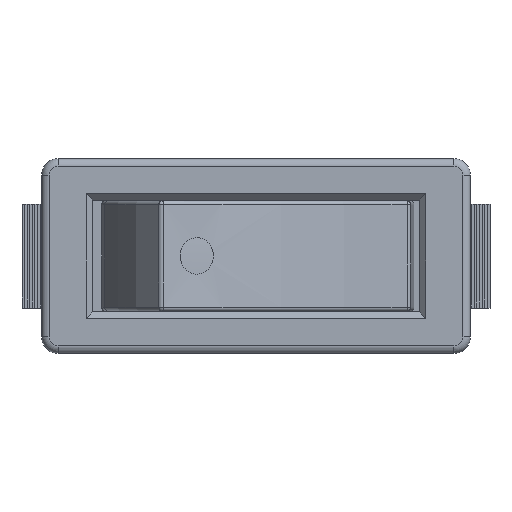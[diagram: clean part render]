
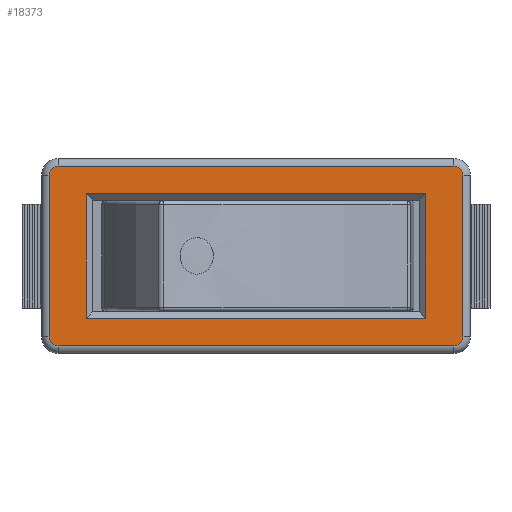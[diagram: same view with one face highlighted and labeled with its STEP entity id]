
A CAD part, top view. The second image highlights one B-rep face of the part: STEP entity #18373.
In plain terms, the highlighted planar face has unit normal (0, 0, 1).
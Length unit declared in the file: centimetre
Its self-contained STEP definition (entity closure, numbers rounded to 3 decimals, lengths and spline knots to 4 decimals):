
#1105=FACE_BOUND('',#3166,.T.);
#2081=FACE_OUTER_BOUND('',#3165,.T.);
#3165=EDGE_LOOP('',(#16618,#16619,#16620,#16621,#16622,#16623,#16624,#16625));
#3166=EDGE_LOOP('',(#16626,#16627,#16628,#16629));
#3328=CIRCLE('',#19209,0.07);
#3329=CIRCLE('',#19210,0.07);
#3330=CIRCLE('',#19211,0.07);
#3331=CIRCLE('',#19212,0.07);
#5187=LINE('',#32024,#7068);
#5191=LINE('',#32031,#7072);
#5194=LINE('',#32037,#7075);
#5196=LINE('',#32040,#7077);
#5202=LINE('',#32054,#7083);
#5203=LINE('',#32058,#7084);
#5204=LINE('',#32062,#7085);
#5205=LINE('',#32066,#7086);
#7068=VECTOR('',#22675,1.);
#7072=VECTOR('',#22681,1.);
#7075=VECTOR('',#22686,1.);
#7077=VECTOR('',#22690,1.);
#7083=VECTOR('',#22702,1.);
#7084=VECTOR('',#22705,1.);
#7085=VECTOR('',#22708,1.);
#7086=VECTOR('',#22711,1.);
#8823=VERTEX_POINT('',#32021);
#8824=VERTEX_POINT('',#32023);
#8826=VERTEX_POINT('',#32029);
#8828=VERTEX_POINT('',#32035);
#8832=VERTEX_POINT('',#32052);
#8833=VERTEX_POINT('',#32053);
#8834=VERTEX_POINT('',#32055);
#8835=VERTEX_POINT('',#32057);
#8836=VERTEX_POINT('',#32059);
#8837=VERTEX_POINT('',#32061);
#8838=VERTEX_POINT('',#32063);
#8839=VERTEX_POINT('',#32065);
#11441=EDGE_CURVE('',#8823,#8824,#5187,.T.);
#11445=EDGE_CURVE('',#8826,#8823,#5191,.T.);
#11448=EDGE_CURVE('',#8828,#8826,#5194,.T.);
#11450=EDGE_CURVE('',#8824,#8828,#5196,.T.);
#11456=EDGE_CURVE('',#8832,#8833,#5202,.T.);
#11457=EDGE_CURVE('',#8834,#8832,#3328,.T.);
#11458=EDGE_CURVE('',#8835,#8834,#5203,.T.);
#11459=EDGE_CURVE('',#8836,#8835,#3329,.T.);
#11460=EDGE_CURVE('',#8837,#8836,#5204,.T.);
#11461=EDGE_CURVE('',#8838,#8837,#3330,.T.);
#11462=EDGE_CURVE('',#8839,#8838,#5205,.T.);
#11463=EDGE_CURVE('',#8833,#8839,#3331,.T.);
#16618=ORIENTED_EDGE('',*,*,#11456,.F.);
#16619=ORIENTED_EDGE('',*,*,#11457,.F.);
#16620=ORIENTED_EDGE('',*,*,#11458,.F.);
#16621=ORIENTED_EDGE('',*,*,#11459,.F.);
#16622=ORIENTED_EDGE('',*,*,#11460,.F.);
#16623=ORIENTED_EDGE('',*,*,#11461,.F.);
#16624=ORIENTED_EDGE('',*,*,#11462,.F.);
#16625=ORIENTED_EDGE('',*,*,#11463,.F.);
#16626=ORIENTED_EDGE('',*,*,#11441,.F.);
#16627=ORIENTED_EDGE('',*,*,#11445,.F.);
#16628=ORIENTED_EDGE('',*,*,#11448,.F.);
#16629=ORIENTED_EDGE('',*,*,#11450,.F.);
#17394=PLANE('',#19208);
#18373=ADVANCED_FACE('',(#2081,#1105),#17394,.T.);
#19208=AXIS2_PLACEMENT_3D('',#32051,#22700,#22701);
#19209=AXIS2_PLACEMENT_3D('',#32056,#22703,#22704);
#19210=AXIS2_PLACEMENT_3D('',#32060,#22706,#22707);
#19211=AXIS2_PLACEMENT_3D('',#32064,#22709,#22710);
#19212=AXIS2_PLACEMENT_3D('',#32067,#22712,#22713);
#22675=DIRECTION('',(1.,0.,0.));
#22681=DIRECTION('',(0.,-1.,0.));
#22686=DIRECTION('',(-1.,0.,0.));
#22690=DIRECTION('',(0.,1.,0.));
#22700=DIRECTION('center_axis',(0.,0.,
1.));
#22701=DIRECTION('ref_axis',(1.,0.,0.));
#22702=DIRECTION('',(0.,1.,0.));
#22703=DIRECTION('center_axis',(0.,0.,
-1.));
#22704=DIRECTION('ref_axis',(-0.707,-0.707,0.));
#22705=DIRECTION('',(-1.,0.,0.));
#22706=DIRECTION('center_axis',(0.,0.,
-1.));
#22707=DIRECTION('ref_axis',(0.707,-0.707,0.));
#22708=DIRECTION('',(0.,-1.,0.));
#22709=DIRECTION('center_axis',(0.,0.,
-1.));
#22710=DIRECTION('ref_axis',(0.707,0.707,0.));
#22711=DIRECTION('',(1.,0.,0.));
#22712=DIRECTION('center_axis',(0.,0.,
-1.));
#22713=DIRECTION('ref_axis',(-0.707,0.707,0.));
#32021=CARTESIAN_POINT('',(-1.305,-0.48,1.9));
#32023=CARTESIAN_POINT('',(1.305,-0.48,1.9));
#32024=CARTESIAN_POINT('',(0.6775,-0.48,1.9));
#32029=CARTESIAN_POINT('',(-1.305,0.48,1.9));
#32031=CARTESIAN_POINT('',(-1.305,-0.265,1.9));
#32035=CARTESIAN_POINT('',(1.305,0.48,1.9));
#32037=CARTESIAN_POINT('',(-0.6775,0.48,1.9));
#32040=CARTESIAN_POINT('',(1.305,0.265,1.9));
#32051=CARTESIAN_POINT('Origin',(0.,0.,
1.9));
#32052=CARTESIAN_POINT('',(-1.59,-0.62,1.9));
#32053=CARTESIAN_POINT('',(-1.59,0.62,1.9));
#32054=CARTESIAN_POINT('',(-1.59,-0.31,1.9));
#32055=CARTESIAN_POINT('',(-1.52,-0.69,1.9));
#32056=CARTESIAN_POINT('Origin',(-1.52,-0.62,1.9));
#32057=CARTESIAN_POINT('',(1.52,-0.69,1.9));
#32058=CARTESIAN_POINT('',(0.76,-0.69,1.9));
#32059=CARTESIAN_POINT('',(1.59,-0.62,1.9));
#32060=CARTESIAN_POINT('Origin',(1.52,-0.62,1.9));
#32061=CARTESIAN_POINT('',(1.59,0.62,1.9));
#32062=CARTESIAN_POINT('',(1.59,0.31,1.9));
#32063=CARTESIAN_POINT('',(1.52,0.69,1.9));
#32064=CARTESIAN_POINT('Origin',(1.52,0.62,1.9));
#32065=CARTESIAN_POINT('',(-1.52,0.69,1.9));
#32066=CARTESIAN_POINT('',(-0.76,0.69,1.9));
#32067=CARTESIAN_POINT('Origin',(-1.52,0.62,1.9));
